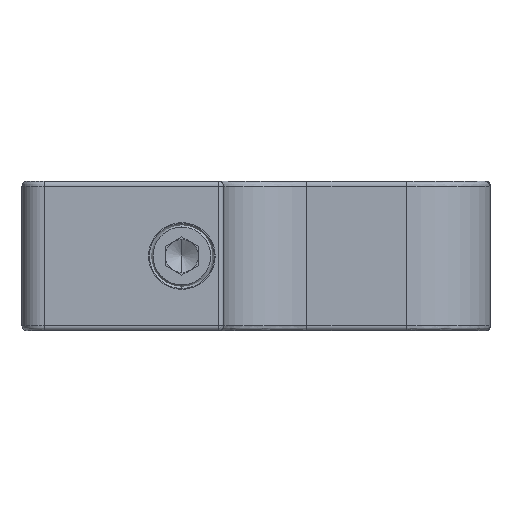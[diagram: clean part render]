
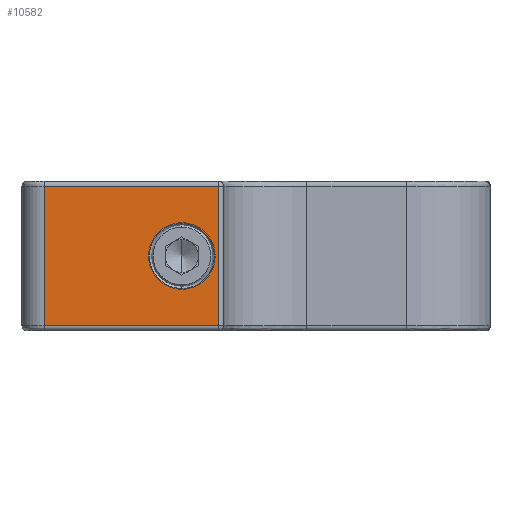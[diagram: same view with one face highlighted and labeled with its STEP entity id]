
A CAD part, left-side view. The second image highlights one B-rep face of the part: STEP entity #10582.
In plain terms, the highlighted planar face has unit normal (-1, 0, 0).
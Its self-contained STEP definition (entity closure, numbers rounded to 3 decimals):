
#402 = CARTESIAN_POINT ( 'NONE',  ( -119.615, 10.331, 23.372 ) ) ;
#535 = CARTESIAN_POINT ( 'NONE',  ( -119.615, 2.074, 27.572 ) ) ;
#633 = DIRECTION ( 'NONE',  ( 0., 0., 1. ) ) ;
#720 = DIRECTION ( 'NONE',  ( 0., 0., 1. ) ) ;
#1443 = VERTEX_POINT ( 'NONE', #15161 ) ;
#1799 = VECTOR ( 'NONE', #3216, 1000. ) ;
#2021 = DIRECTION ( 'NONE',  ( 0., -1., 0. ) ) ;
#2092 = CARTESIAN_POINT ( 'NONE',  ( -119.615, 10.331, 32.072 ) ) ;
#2312 = ORIENTED_EDGE ( 'NONE', *, *, #2737, .F. ) ;
#2479 = CARTESIAN_POINT ( 'NONE',  ( -119.615, 2.074, 27.572 ) ) ;
#2737 = EDGE_CURVE ( 'NONE', #10738, #11661, #3324, .T. ) ;
#3151 = VECTOR ( 'NONE', #720, 1000. ) ;
#3216 = DIRECTION ( 'NONE',  ( 0., 0., -1. ) ) ;
#3324 = LINE ( 'NONE', #11314, #1799 ) ;
#3954 = EDGE_CURVE ( 'NONE', #4736, #6954, #13538, .T. ) ;
#4435 = CARTESIAN_POINT ( 'NONE',  ( -119.615, -0.126, 31.772 ) ) ;
#4736 = VERTEX_POINT ( 'NONE', #8607 ) ;
#4947 = CARTESIAN_POINT ( 'NONE',  ( -119.615, 2.074, 25.622 ) ) ;
#5340 = LINE ( 'NONE', #402, #15502 ) ;
#5651 = DIRECTION ( 'NONE',  ( 0., 1., 0. ) ) ;
#5915 = LINE ( 'NONE', #10806, #13008 ) ;
#6724 = AXIS2_PLACEMENT_3D ( 'NONE', #535, #18375, #633 ) ;
#6954 = VERTEX_POINT ( 'NONE', #4947 ) ;
#7421 = DIRECTION ( 'NONE',  ( -1., 0., 0. ) ) ;
#7477 = ORIENTED_EDGE ( 'NONE', *, *, #18043, .F. ) ;
#8607 = CARTESIAN_POINT ( 'NONE',  ( -119.615, 2.074, 29.522 ) ) ;
#10582 = ADVANCED_FACE ( 'NONE', ( #11705, #18236 ), #14807, .F. ) ;
#10738 = VERTEX_POINT ( 'NONE', #4435 ) ;
#10806 = CARTESIAN_POINT ( 'NONE',  ( -119.615, 10.331, 31.772 ) ) ;
#11314 = CARTESIAN_POINT ( 'NONE',  ( -119.615, -0.126, 32.072 ) ) ;
#11469 = AXIS2_PLACEMENT_3D ( 'NONE', #2092, #13416, #18337 ) ;
#11661 = VERTEX_POINT ( 'NONE', #15268 ) ;
#11705 = FACE_BOUND ( 'NONE', #14465, .T. ) ;
#11924 = EDGE_CURVE ( 'NONE', #11661, #1443, #5340, .T. ) ;
#12347 = CIRCLE ( 'NONE', #18505, 1.95 ) ;
#13008 = VECTOR ( 'NONE', #2021, 1000. ) ;
#13221 = ORIENTED_EDGE ( 'NONE', *, *, #11924, .F. ) ;
#13416 = DIRECTION ( 'NONE',  ( 1., 0., 0. ) ) ;
#13441 = CARTESIAN_POINT ( 'NONE',  ( -119.615, 10.331, 32.072 ) ) ;
#13538 = CIRCLE ( 'NONE', #6724, 1.95 ) ;
#13557 = LINE ( 'NONE', #13441, #3151 ) ;
#14011 = ORIENTED_EDGE ( 'NONE', *, *, #16996, .F. ) ;
#14465 = EDGE_LOOP ( 'NONE', ( #18360, #14011 ) ) ;
#14807 = PLANE ( 'NONE',  #11469 ) ;
#15161 = CARTESIAN_POINT ( 'NONE',  ( -119.615, 10.331, 23.372 ) ) ;
#15268 = CARTESIAN_POINT ( 'NONE',  ( -119.615, -0.126, 23.372 ) ) ;
#15365 = CARTESIAN_POINT ( 'NONE',  ( -119.615, 10.331, 31.772 ) ) ;
#15502 = VECTOR ( 'NONE', #5651, 1000. ) ;
#15632 = VERTEX_POINT ( 'NONE', #15365 ) ;
#15706 = DIRECTION ( 'NONE',  ( 0., 0., 1. ) ) ;
#15811 = EDGE_LOOP ( 'NONE', ( #13221, #2312, #7477, #18064 ) ) ;
#16717 = EDGE_CURVE ( 'NONE', #1443, #15632, #13557, .T. ) ;
#16996 = EDGE_CURVE ( 'NONE', #6954, #4736, #12347, .T. ) ;
#18043 = EDGE_CURVE ( 'NONE', #15632, #10738, #5915, .T. ) ;
#18064 = ORIENTED_EDGE ( 'NONE', *, *, #16717, .F. ) ;
#18236 = FACE_OUTER_BOUND ( 'NONE', #15811, .T. ) ;
#18337 = DIRECTION ( 'NONE',  ( 0., 1., 0. ) ) ;
#18360 = ORIENTED_EDGE ( 'NONE', *, *, #3954, .F. ) ;
#18375 = DIRECTION ( 'NONE',  ( -1., 0., 0. ) ) ;
#18505 = AXIS2_PLACEMENT_3D ( 'NONE', #2479, #7421, #15706 ) ;
